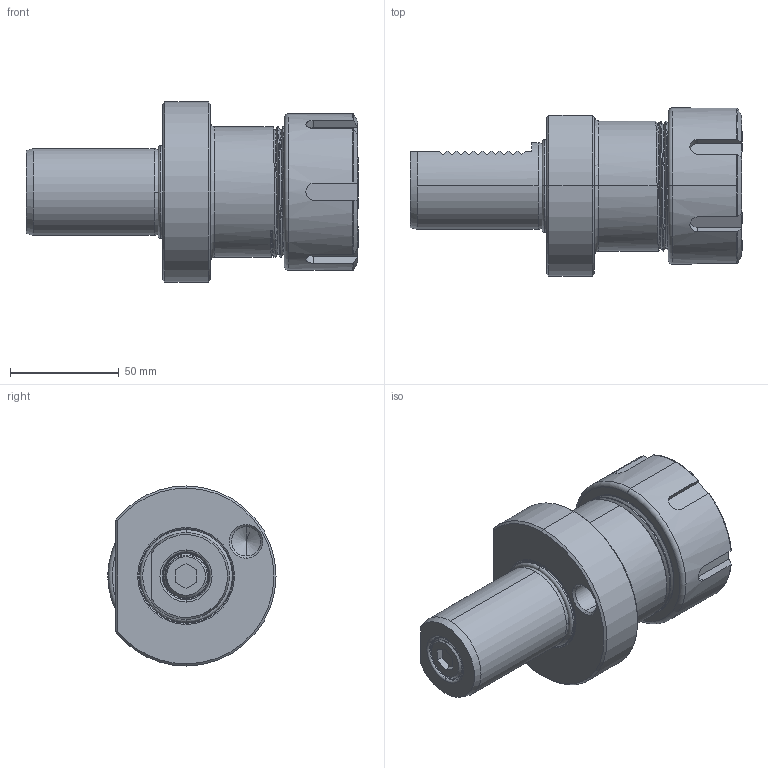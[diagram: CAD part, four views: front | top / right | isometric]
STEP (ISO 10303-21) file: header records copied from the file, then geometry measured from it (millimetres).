
FILE_DESCRIPTION (( 'STEP AP203' ), '1' );
FILE_NAME ('409.01.32.STEP', '2016-11-26T07:13:40', ( '' ), ( '' ), 'SwSTEP 2.0', 'SolidWorks 2012', '' );
FILE_SCHEMA (( 'CONFIG_CONTROL_DESIGN' ));
Products named in the file (10): 409.01.32; 管螺文螺絲1分之2; OZ32Y1; OZ32001PD; OZ螺帽螺絲 M5; OZ32002PD; OZ32#200 3.96MM鋼珠; VDI40       OZ32; 管螺文螺絲; O型環38.7
Assembly tree (52 placements, depth 3):
  409.01.32
    VDI40       OZ32
    管螺文螺絲
    O型環38.7
    OZ32Y1
      OZ32001PD
      OZ32002PD
      OZ螺帽螺絲 M5
      OZ32#200 3.96MM鋼珠  x44
    管螺文螺絲1分之2
Bounding box: 153 x 77.5 x 83 mm (x, y, z)
Volume: 291964 mm3; surface area: 81757.7 mm2
Topology: 51 solids, 51 shells, 541 faces, 1506 edges, 981 vertices
Faces by surface type: cylinder 127, cone 124, plane 106, sphere 89, torus 50, bspline 45
Entity records: 57885 total; most frequent: CARTESIAN_POINT 45373, ORIENTED_EDGE 2396, DIRECTION 1886, EDGE_CURVE 1198, VERTEX_POINT 763, AXIS2_PLACEMENT_3D 744, EDGE_LOOP 473, ADVANCED_FACE 455
